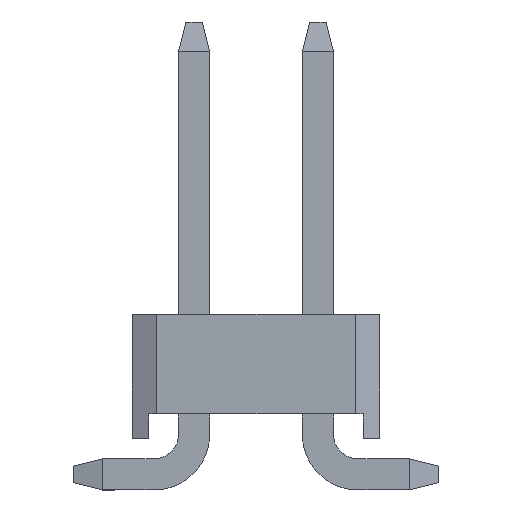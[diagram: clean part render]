
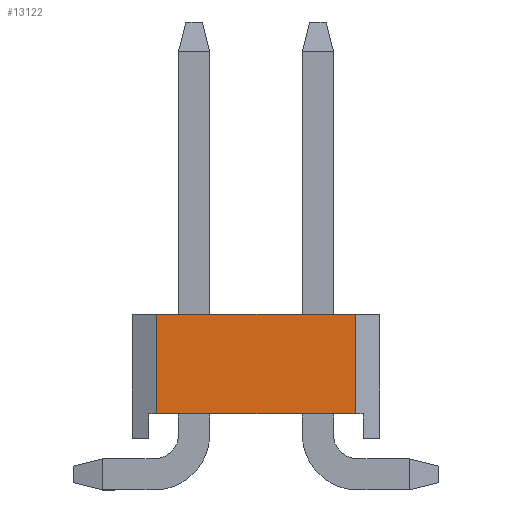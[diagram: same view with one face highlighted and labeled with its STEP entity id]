
A CAD part, front view. The second image highlights one B-rep face of the part: STEP entity #13122.
In plain terms, the highlighted face is planar.
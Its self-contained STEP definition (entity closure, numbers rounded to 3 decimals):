
#828=ORIENTED_EDGE('',*,*,#3269,.F.);
#829=ORIENTED_EDGE('',*,*,#2878,.T.);
#830=ORIENTED_EDGE('',*,*,#3301,.T.);
#831=ORIENTED_EDGE('',*,*,#3139,.T.);
#2878=EDGE_CURVE('',#4225,#4224,#5068,.T.);
#3139=EDGE_CURVE('',#4456,#4455,#5329,.T.);
#3269=EDGE_CURVE('',#4225,#4455,#5459,.T.);
#3301=EDGE_CURVE('',#4224,#4456,#5491,.T.);
#4224=VERTEX_POINT('',#16830);
#4225=VERTEX_POINT('',#16832);
#4455=VERTEX_POINT('',#17353);
#4456=VERTEX_POINT('',#17355);
#5068=LINE('',#16831,#6334);
#5329=LINE('',#17354,#6595);
#5459=LINE('',#17594,#6725);
#5491=LINE('',#17646,#6757);
#6334=VECTOR('',#14282,1000.);
#6595=VECTOR('',#14605,1000.);
#6725=VECTOR('',#14775,1000.);
#6757=VECTOR('',#14847,1000.);
#7680=EDGE_LOOP('',(#828,#829,#830,#831));
#8264=FACE_BOUND('',#7680,.T.);
#8808=PLANE('',#13673);
#13122=ADVANCED_FACE('',(#8264),#8808,.T.);
#13673=AXIS2_PLACEMENT_3D('',#17647,#14848,#14849);
#14282=DIRECTION('',(0.,-1.,0.));
#14605=DIRECTION('',(0.,1.,0.));
#14775=DIRECTION('',(0.,0.,1.));
#14847=DIRECTION('',(0.,0.,1.));
#14848=DIRECTION('',(-1.,0.,0.));
#14849=DIRECTION('',(0.,0.,1.));
#16830=CARTESIAN_POINT('',(-12.7,-2.04,-0.77));
#16831=CARTESIAN_POINT('',(-12.7,-2.54,-0.77));
#16832=CARTESIAN_POINT('',(-12.7,2.04,-0.77));
#17353=CARTESIAN_POINT('',(-12.7,2.04,1.27));
#17354=CARTESIAN_POINT('',(-12.7,-2.54,1.27));
#17355=CARTESIAN_POINT('',(-12.7,-2.04,1.27));
#17594=CARTESIAN_POINT('',(-12.7,2.04,-25.001));
#17646=CARTESIAN_POINT('',(-12.7,-2.04,-25.001));
#17647=CARTESIAN_POINT('',(-12.7,-2.54,-1.27));
